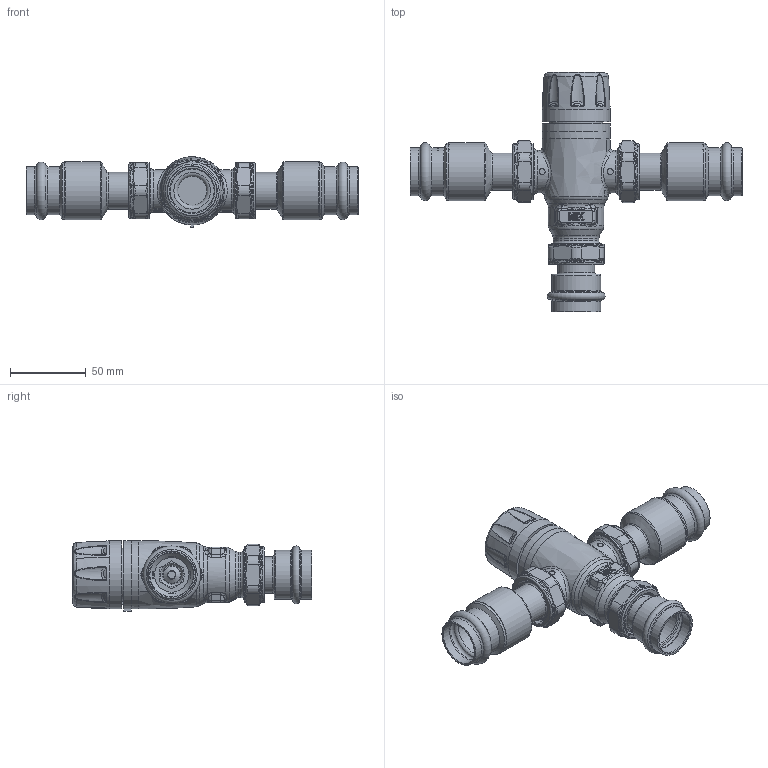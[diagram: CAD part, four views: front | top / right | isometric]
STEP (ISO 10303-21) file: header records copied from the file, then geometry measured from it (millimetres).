
FILE_DESCRIPTION(/* description */ (''),/* implementation_level */ '2;1');
FILE_NAME(/* name */ '521606AC_Simplify_1.stp',/* time_stamp */ '2025-07-29T16:48:44-05:00',/* author */ ('ischreiner'),/* organization */ (''),/* preprocessor_version */ 'ST-DEVELOPER v20',/* originating_system */ 'Autodesk Inventor 2025',/* authorisation */ '');
FILE_SCHEMA (('AUTOMOTIVE_DESIGN { 1 0 10303 214 3 1 1 }'));
Length unit declared in the file: inch
Products named in the file (1): 521606AC_Simplify_1
Bounding box: 219.07 x 157.87 x 46.5 mm (x, y, z)
Volume: 266793.2 mm3; surface area: 89713 mm2
Topology: 11 solids, 11 shells, 2328 faces, 5695 edges, 3329 vertices
Faces by surface type: bspline 725, plane 609, cylinder 584, torus 177, cone 153, sphere 80
Full cylindrical faces by diameter (mm): 2 x1, 4 x2, 5.24 x2, 8 x1, 9 x1, 12.6 x2, 16.55 x2, 19.05 x1, 19.55 x2, 19.6 x4, 20.091 x4, 20.599 x2, 22.86 x2, 24.003 x2, 24.384 x3, 27.686 x3, 28 x2, 28.905 x4, 28.956 x2, 29.464 x2, 29.591 x1, 30 x1, 30.429 x2, 30.5 x3, 30.881 x8, 31 x1, 31.039 x2, 31.598 x4, 32.385 x2, 33.1 x3
Entity records: 122864 total; most frequent: CARTESIAN_POINT 69783, ORIENTED_EDGE 11106, DIRECTION 9856, EDGE_CURVE 5553, AXIS2_PLACEMENT_3D 3980, VERTEX_POINT 3329, EDGE_LOOP 2442, STYLED_ITEM 2339
